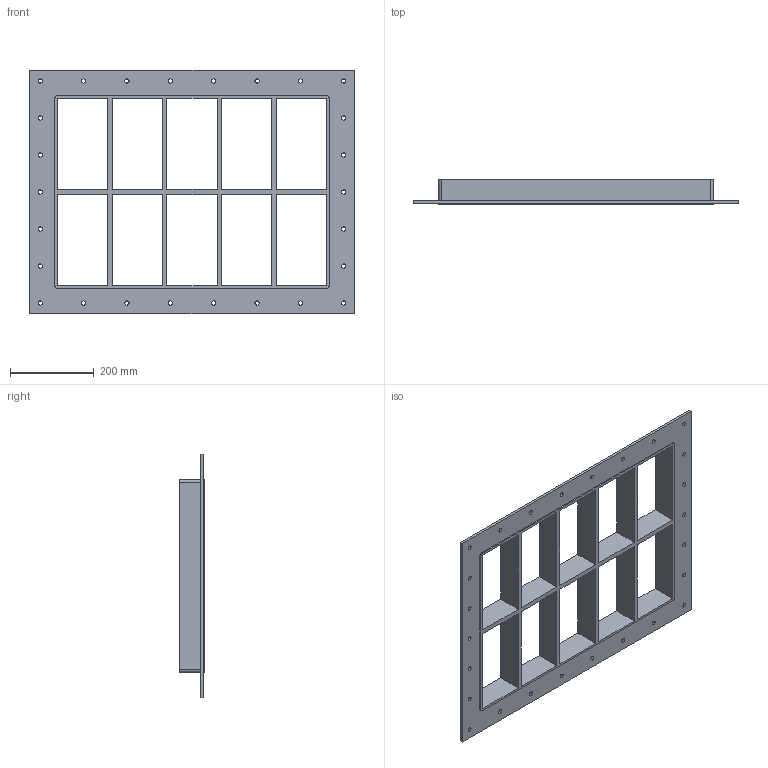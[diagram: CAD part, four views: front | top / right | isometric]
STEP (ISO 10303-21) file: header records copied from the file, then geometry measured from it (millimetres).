
FILE_DESCRIPTION((''),'2;1');
FILE_NAME('G B EX6+6X5.stp','2014-12-01T14:14:28',(''),(''),'Autodesk Inventor 2013','Autodesk Inventor 2013','');
FILE_SCHEMA(('AUTOMOTIVE_DESIGN { 1 0 10303 214 1 1 1 1 }'));
Length unit declared in the file: millimetre
Products named in the file (1): G B Ex
Bounding box: 774.5 x 60 x 580 mm (x, y, z)
Volume: 3177719 mm3; surface area: 916120.6 mm2
Topology: 1 solids, 1 shells, 90 faces, 284 edges, 198 vertices
Faces by surface type: plane 56, cylinder 34
Full cylindrical faces by diameter (mm): 10 x26
Entity records: 2990 total; most frequent: CARTESIAN_POINT 495, DIRECTION 482, ORIENTED_EDGE 464, EDGE_CURVE 232, EDGE_LOOP 190, VERTEX_POINT 172, VECTOR 164, LINE 164
